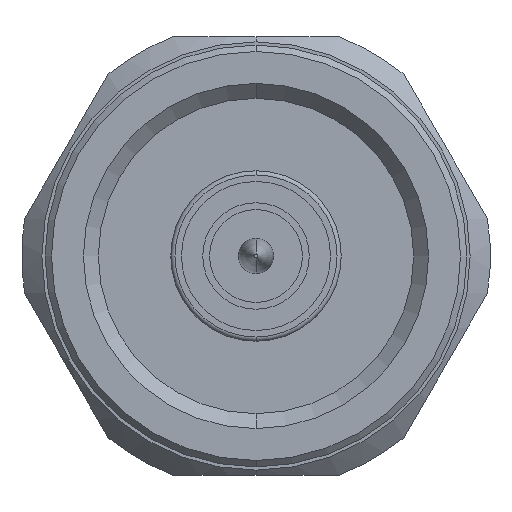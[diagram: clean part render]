
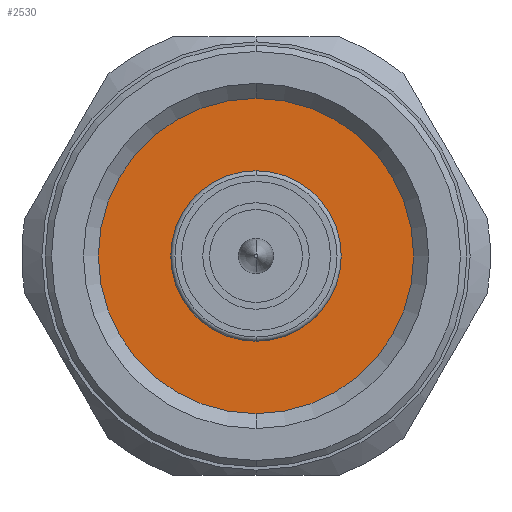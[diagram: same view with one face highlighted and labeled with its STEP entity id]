
A CAD part, left-side view. The second image highlights one B-rep face of the part: STEP entity #2530.
In plain terms, the highlighted planar face has unit normal (-1, 0, 0).
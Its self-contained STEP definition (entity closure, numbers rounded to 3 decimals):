
#16 = FACE_OUTER_BOUND ( 'NONE', #1351, .T. ) ;
#36 = CIRCLE ( 'NONE', #497, 4.004 ) ;
#193 = ORIENTED_EDGE ( 'NONE', *, *, #3197, .F. ) ;
#332 = CARTESIAN_POINT ( 'NONE',  ( 10.988, 0., 0. ) ) ;
#336 = ORIENTED_EDGE ( 'NONE', *, *, #2048, .T. ) ;
#358 = EDGE_CURVE ( 'NONE', #980, #1692, #1832, .T. ) ;
#398 = CARTESIAN_POINT ( 'NONE',  ( 10.988, 0., 0. ) ) ;
#497 = AXIS2_PLACEMENT_3D ( 'NONE', #812, #2216, #533 ) ;
#533 = DIRECTION ( 'NONE',  ( 0., 0., -1. ) ) ;
#568 = VERTEX_POINT ( 'NONE', #3538 ) ;
#576 = CARTESIAN_POINT ( 'NONE',  ( 10.988, 0., -8.729 ) ) ;
#812 = CARTESIAN_POINT ( 'NONE',  ( 10.988, 0., 0. ) ) ;
#853 = CIRCLE ( 'NONE', #1866, 4.004 ) ;
#980 = VERTEX_POINT ( 'NONE', #2426 ) ;
#1076 = DIRECTION ( 'NONE',  ( 0., 0., -1. ) ) ;
#1198 = AXIS2_PLACEMENT_3D ( 'NONE', #332, #1881, #2406 ) ;
#1351 = EDGE_LOOP ( 'NONE', ( #193, #2855 ) ) ;
#1372 = DIRECTION ( 'NONE',  ( 1., 0., 0. ) ) ;
#1401 = EDGE_CURVE ( 'NONE', #568, #3280, #36, .T. ) ;
#1692 = VERTEX_POINT ( 'NONE', #576 ) ;
#1832 = CIRCLE ( 'NONE', #1198, 8.729 ) ;
#1866 = AXIS2_PLACEMENT_3D ( 'NONE', #3505, #1372, #2420 ) ;
#1881 = DIRECTION ( 'NONE',  ( 1., 0., 0. ) ) ;
#1928 = AXIS2_PLACEMENT_3D ( 'NONE', #3288, #2703, #1076 ) ;
#2048 = EDGE_CURVE ( 'NONE', #3280, #568, #853, .T. ) ;
#2163 = AXIS2_PLACEMENT_3D ( 'NONE', #398, #2338, #2387 ) ;
#2216 = DIRECTION ( 'NONE',  ( 1., 0., 0. ) ) ;
#2338 = DIRECTION ( 'NONE',  ( 1., 0., 0. ) ) ;
#2387 = DIRECTION ( 'NONE',  ( 0., 0., -1. ) ) ;
#2406 = DIRECTION ( 'NONE',  ( 0., 0., -1. ) ) ;
#2415 = FACE_BOUND ( 'NONE', #3336, .T. ) ;
#2420 = DIRECTION ( 'NONE',  ( 0., 0., -1. ) ) ;
#2426 = CARTESIAN_POINT ( 'NONE',  ( 10.988, 0., 8.729 ) ) ;
#2447 = PLANE ( 'NONE',  #1928 ) ;
#2457 = ORIENTED_EDGE ( 'NONE', *, *, #1401, .T. ) ;
#2530 = ADVANCED_FACE ( 'NONE', ( #16, #2415 ), #2447, .F. ) ;
#2703 = DIRECTION ( 'NONE',  ( 1., 0., 0. ) ) ;
#2855 = ORIENTED_EDGE ( 'NONE', *, *, #358, .F. ) ;
#2968 = CIRCLE ( 'NONE', #2163, 8.729 ) ;
#3197 = EDGE_CURVE ( 'NONE', #1692, #980, #2968, .T. ) ;
#3279 = CARTESIAN_POINT ( 'NONE',  ( 10.988, 0., 4.004 ) ) ;
#3280 = VERTEX_POINT ( 'NONE', #3279 ) ;
#3288 = CARTESIAN_POINT ( 'NONE',  ( 10.988, 0., 0. ) ) ;
#3336 = EDGE_LOOP ( 'NONE', ( #2457, #336 ) ) ;
#3505 = CARTESIAN_POINT ( 'NONE',  ( 10.988, 0., 0. ) ) ;
#3538 = CARTESIAN_POINT ( 'NONE',  ( 10.988, 0., -4.004 ) ) ;
